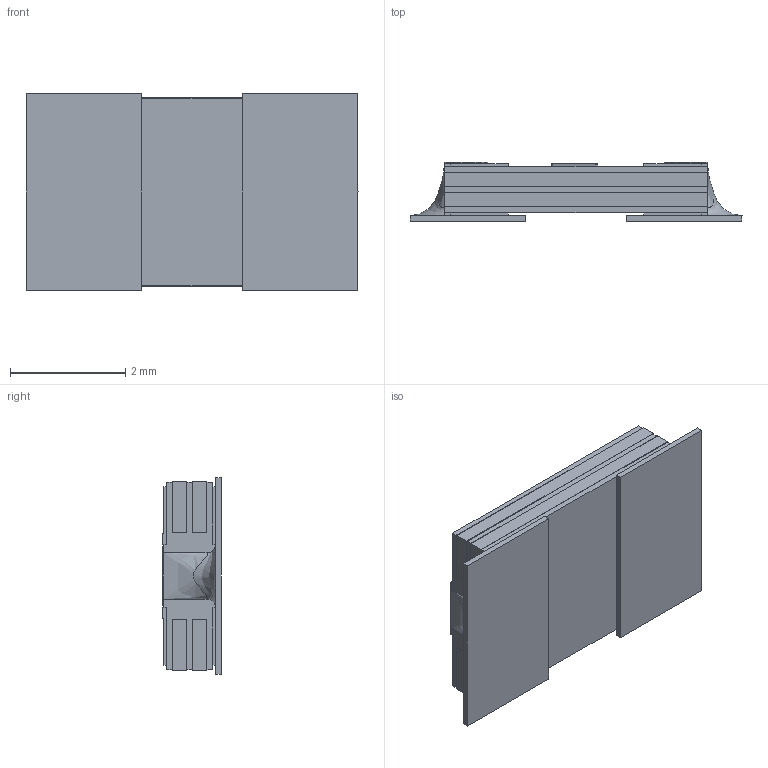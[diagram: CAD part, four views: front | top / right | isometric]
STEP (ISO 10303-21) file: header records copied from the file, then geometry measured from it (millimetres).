
FILE_DESCRIPTION (( 'STEP AP203' ), '1' );
FILE_NAME ('micro mf-msmf050-2.step', '2019-10-07T21:31:29', ( '' ), ( '' ), 'SwSTEP 2.0', 'SolidWorks 2017', '' );
FILE_SCHEMA (( 'CONFIG_CONTROL_DESIGN' ));
Length unit declared in the file: millimetre
Products named in the file (1): micro mf-msmf050-2
Bounding box: 5.75 x 1.02 x 3.4 mm (x, y, z)
Volume: 14.1 mm3; surface area: 61.3 mm2
Topology: 1 solids, 1 shells, 191 faces, 543 edges, 356 vertices
Faces by surface type: plane 154, bspline 29, cylinder 8
Entity records: 7292 total; most frequent: CARTESIAN_POINT 2512, ORIENTED_EDGE 1070, DIRECTION 806, EDGE_CURVE 535, LINE 448, VECTOR 448, VERTEX_POINT 352, EDGE_LOOP 197
